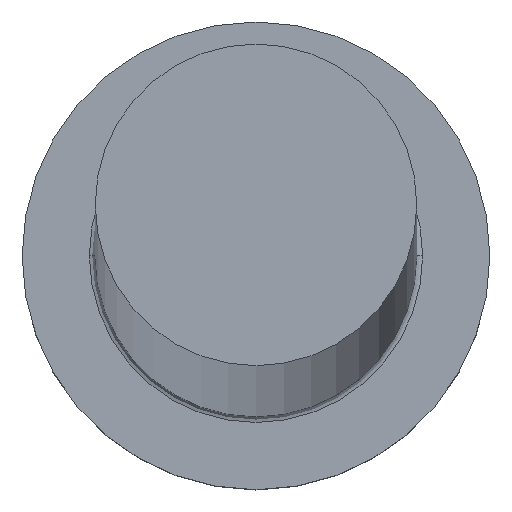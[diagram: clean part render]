
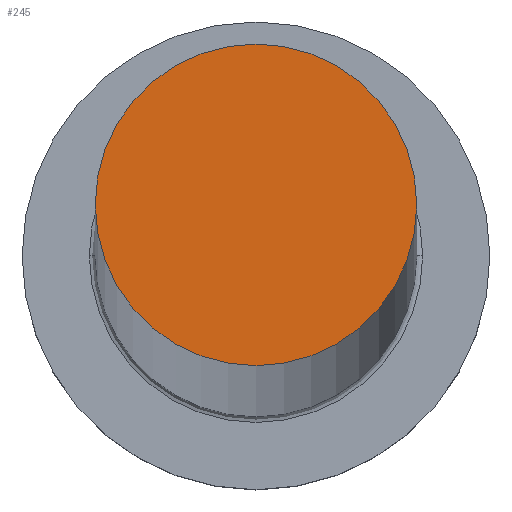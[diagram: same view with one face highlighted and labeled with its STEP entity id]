
A CAD part, top view. The second image highlights one B-rep face of the part: STEP entity #245.
In plain terms, the highlighted planar face has unit normal (0, 0, 1).
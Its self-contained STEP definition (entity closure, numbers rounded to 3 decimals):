
#11 = EDGE_CURVE ( 'NONE', #185, #293, #137, .T. ) ;
#41 = EDGE_LOOP ( 'NONE', ( #102, #92 ) ) ;
#42 = CARTESIAN_POINT ( 'NONE',  ( 5.5, 0., 1005. ) ) ;
#76 = AXIS2_PLACEMENT_3D ( 'NONE', #106, #83, #156 ) ;
#78 = EDGE_CURVE ( 'NONE', #293, #185, #127, .T. ) ;
#83 = DIRECTION ( 'NONE',  ( 0., 0., 1. ) ) ;
#92 = ORIENTED_EDGE ( 'NONE', *, *, #78, .T. ) ;
#102 = ORIENTED_EDGE ( 'NONE', *, *, #11, .T. ) ;
#106 = CARTESIAN_POINT ( 'NONE',  ( 0., 0., 1005. ) ) ;
#127 = CIRCLE ( 'NONE', #144, 5.5 ) ;
#137 = CIRCLE ( 'NONE', #248, 5.5 ) ;
#144 = AXIS2_PLACEMENT_3D ( 'NONE', #151, #282, #306 ) ;
#151 = CARTESIAN_POINT ( 'NONE',  ( 0., 0., 1005. ) ) ;
#156 = DIRECTION ( 'NONE',  ( 1., 0., 0. ) ) ;
#170 = DIRECTION ( 'NONE',  ( 0., 0., 1. ) ) ;
#185 = VERTEX_POINT ( 'NONE', #288 ) ;
#220 = FACE_OUTER_BOUND ( 'NONE', #41, .T. ) ;
#230 = CARTESIAN_POINT ( 'NONE',  ( 0., 0., 1005. ) ) ;
#245 = ADVANCED_FACE ( 'NONE', ( #220 ), #307, .T. ) ;
#248 = AXIS2_PLACEMENT_3D ( 'NONE', #230, #170, #299 ) ;
#282 = DIRECTION ( 'NONE',  ( 0., 0., 1. ) ) ;
#288 = CARTESIAN_POINT ( 'NONE',  ( -5.5, 0., 1005. ) ) ;
#293 = VERTEX_POINT ( 'NONE', #42 ) ;
#299 = DIRECTION ( 'NONE',  ( 1., 0., 0. ) ) ;
#306 = DIRECTION ( 'NONE',  ( 1., 0., 0. ) ) ;
#307 = PLANE ( 'NONE',  #76 ) ;
